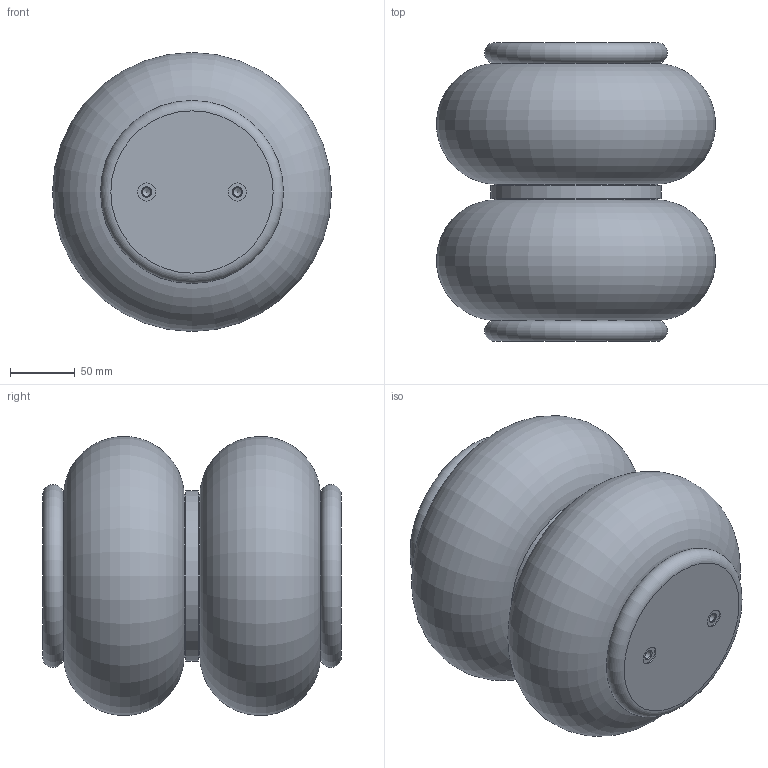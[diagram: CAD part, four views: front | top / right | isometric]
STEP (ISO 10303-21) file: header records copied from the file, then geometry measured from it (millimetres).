
FILE_DESCRIPTION(/* description */ ('STEP AP214'),/* implementation_level */ '2;1');
FILE_NAME(/* name */ '36492_EB-215-155',/* time_stamp */ '2024-08-27T12:13:16+02:00',/* author */ ('License CC BY-ND 4.0'),/* organization */ ('CADENAS'),/* preprocessor_version */ 'ST-DEVELOPER v19.3',/* originating_system */ 'PARTsolutions',/* authorisation */ ' ');
FILE_SCHEMA (('AUTOMOTIVE_DESIGN {1 0 10303 214 3 1 1}'));
Length unit declared in the file: millimetre
Products named in the file (1): 36492 EB-215-155---(230)
Bounding box: 214.8 x 230 x 214.8 mm (x, y, z)
Volume: 6244499.6 mm3; surface area: 224500.7 mm2
Topology: 1 solids, 1 shells, 40 faces, 72 edges, 46 vertices
Faces by surface type: plane 14, cylinder 13, cone 9, torus 4
Full cylindrical faces by diameter (mm): 6.647 x4, 14 x4, 24.117 x1, 33 x1, 125 x2, 131 x1
Entity records: 1114 total; most frequent: DIRECTION 160, CARTESIAN_POINT 123, FACE_BOUND 82, AXIS2_PLACEMENT_3D 80, ORIENTED_EDGE 78, EDGE_LOOP 78, VERTEX_POINT 43, STYLED_ITEM 40
